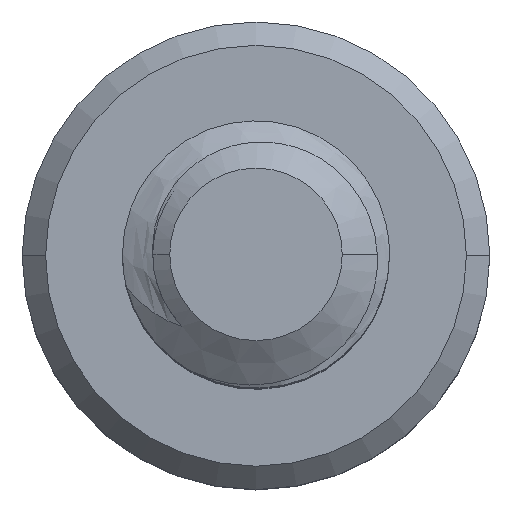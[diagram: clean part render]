
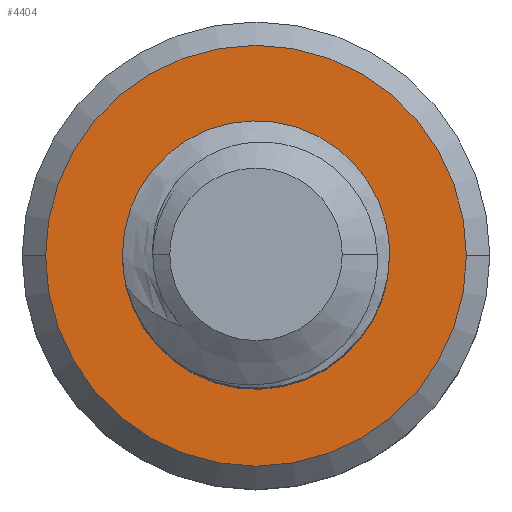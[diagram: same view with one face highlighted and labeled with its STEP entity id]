
A CAD part, top view. The second image highlights one B-rep face of the part: STEP entity #4404.
In plain terms, the highlighted planar face has unit normal (0, 0, 1).
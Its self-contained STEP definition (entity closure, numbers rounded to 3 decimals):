
#40 = ORIENTED_EDGE ( 'NONE', *, *, #389, .T. ) ;
#94 = AXIS2_PLACEMENT_3D ( 'NONE', #633, #2118, #2166 ) ;
#264 = CARTESIAN_POINT ( 'NONE',  ( 0., 0., -12. ) ) ;
#348 = AXIS2_PLACEMENT_3D ( 'NONE', #2375, #4680, #4248 ) ;
#389 = EDGE_CURVE ( 'NONE', #4035, #4832, #2387, .T. ) ;
#512 = EDGE_LOOP ( 'NONE', ( #1727, #1228 ) ) ;
#513 = CARTESIAN_POINT ( 'NONE',  ( 0.239, 1.986, -12. ) ) ;
#581 = CARTESIAN_POINT ( 'NONE',  ( -0.185, -1.534, -12. ) ) ;
#626 = FACE_BOUND ( 'NONE', #1894, .T. ) ;
#633 = CARTESIAN_POINT ( 'NONE',  ( 0., 0., -12. ) ) ;
#640 = CARTESIAN_POINT ( 'NONE',  ( -0.011, -1.577, -12. ) ) ;
#646 = CARTESIAN_POINT ( 'NONE',  ( 1.553, 1.261, -12. ) ) ;
#767 = DIRECTION ( 'NONE',  ( 0., 0., -1. ) ) ;
#773 = CIRCLE ( 'NONE', #94, 2. ) ;
#796 = CARTESIAN_POINT ( 'NONE',  ( 1.867, -0.084, -12. ) ) ;
#803 = CARTESIAN_POINT ( 'NONE',  ( -0.456, 1.888, -12. ) ) ;
#1051 = VERTEX_POINT ( 'NONE', #2329 ) ;
#1147 = CARTESIAN_POINT ( 'NONE',  ( 1.58, -0.818, -12. ) ) ;
#1207 = B_SPLINE_CURVE_WITH_KNOTS ( 'NONE', 3,
 ( #646, #1344, #4502, #4603, #1587, #2262, #796, #4149, #2599, #1147, #4496, #2965, #1462, #4827, #3320, #1791, #3188, #3947, #640, #581 ),
 .UNSPECIFIED., .F., .F.,
 ( 4, 2, 2, 2, 2, 2, 2, 2, 2, 4 ),
 ( 0., 0.001, 0.001, 0.002, 0.002, 0.002, 0.003, 0.003, 0.004, 0.004 ),
 .UNSPECIFIED. ) ;
#1228 = ORIENTED_EDGE ( 'NONE', *, *, #4362, .T. ) ;
#1344 = CARTESIAN_POINT ( 'NONE',  ( 1.651, 1.113, -12. ) ) ;
#1428 = DIRECTION ( 'NONE',  ( 0., 0., -1. ) ) ;
#1441 = CIRCLE ( 'NONE', #3030, 3.15 ) ;
#1462 = CARTESIAN_POINT ( 'NONE',  ( 1.359, -1.093, -12. ) ) ;
#1587 = CARTESIAN_POINT ( 'NONE',  ( 1.873, 0.445, -12. ) ) ;
#1727 = ORIENTED_EDGE ( 'NONE', *, *, #4762, .T. ) ;
#1791 = CARTESIAN_POINT ( 'NONE',  ( 0.689, -1.509, -12. ) ) ;
#1862 = CARTESIAN_POINT ( 'NONE',  ( -1.331, 1.293, -12. ) ) ;
#1894 = EDGE_LOOP ( 'NONE', ( #4493, #3379, #40, #4024 ) ) ;
#1990 = EDGE_CURVE ( 'NONE', #3045, #1051, #773, .T. ) ;
#2118 = DIRECTION ( 'NONE',  ( 0., 0., 1. ) ) ;
#2133 = PLANE ( 'NONE',  #3282 ) ;
#2166 = DIRECTION ( 'NONE',  ( 1., 0., 0. ) ) ;
#2171 = CARTESIAN_POINT ( 'NONE',  ( -0.185, -1.534, -12. ) ) ;
#2262 = CARTESIAN_POINT ( 'NONE',  ( 1.886, 0.095, -12. ) ) ;
#2329 = CARTESIAN_POINT ( 'NONE',  ( 0.239, 1.986, -12. ) ) ;
#2375 = CARTESIAN_POINT ( 'NONE',  ( 0., 0., -12. ) ) ;
#2387 = CIRCLE ( 'NONE', #3380, 1.545 ) ;
#2540 = EDGE_CURVE ( 'NONE', #3045, #4035, #1207, .T. ) ;
#2599 = CARTESIAN_POINT ( 'NONE',  ( 1.714, -0.591, -12. ) ) ;
#2600 = DIRECTION ( 'NONE',  ( 1., 0., 0. ) ) ;
#2663 = CARTESIAN_POINT ( 'NONE',  ( 3.15, 0., -12. ) ) ;
#2715 = VERTEX_POINT ( 'NONE', #2663 ) ;
#2772 = CARTESIAN_POINT ( 'NONE',  ( 0., 0., -12. ) ) ;
#2965 = CARTESIAN_POINT ( 'NONE',  ( 1.42, -1.027, -12. ) ) ;
#3030 = AXIS2_PLACEMENT_3D ( 'NONE', #264, #4129, #4030 ) ;
#3045 = VERTEX_POINT ( 'NONE', #3356 ) ;
#3173 = CARTESIAN_POINT ( 'NONE',  ( 0., 0., -12. ) ) ;
#3188 = CARTESIAN_POINT ( 'NONE',  ( 0.518, -1.553, -12. ) ) ;
#3201 = B_SPLINE_CURVE_WITH_KNOTS ( 'NONE', 3,
 ( #3477, #3399, #4384, #4813, #3507, #4401, #4018, #3493, #4184, #1862, #3780, #4174, #803, #3791, #4189, #513 ),
 .UNSPECIFIED., .F., .F.,
 ( 4, 2, 2, 2, 2, 2, 2, 4 ),
 ( 0., 0.001, 0.001, 0.002, 0.002, 0.003, 0.004, 0.004 ),
 .UNSPECIFIED. ) ;
#3282 = AXIS2_PLACEMENT_3D ( 'NONE', #3173, #1428, #3958 ) ;
#3320 = CARTESIAN_POINT ( 'NONE',  ( 1.014, -1.366, -12. ) ) ;
#3356 = CARTESIAN_POINT ( 'NONE',  ( 1.553, 1.261, -12. ) ) ;
#3379 = ORIENTED_EDGE ( 'NONE', *, *, #2540, .T. ) ;
#3380 = AXIS2_PLACEMENT_3D ( 'NONE', #2772, #767, #2600 ) ;
#3399 = CARTESIAN_POINT ( 'NONE',  ( -1.328, -0.85, -12. ) ) ;
#3467 = EDGE_CURVE ( 'NONE', #4832, #1051, #3201, .T. ) ;
#3477 = CARTESIAN_POINT ( 'NONE',  ( -1.2, -0.974, -12. ) ) ;
#3493 = CARTESIAN_POINT ( 'NONE',  ( -1.633, 0.656, -12. ) ) ;
#3507 = CARTESIAN_POINT ( 'NONE',  ( -1.643, -0.221, -12. ) ) ;
#3735 = VERTEX_POINT ( 'NONE', #4700 ) ;
#3780 = CARTESIAN_POINT ( 'NONE',  ( -1.078, 1.557, -12. ) ) ;
#3791 = CARTESIAN_POINT ( 'NONE',  ( -0.116, 1.973, -12. ) ) ;
#3947 = CARTESIAN_POINT ( 'NONE',  ( 0.164, -1.587, -12. ) ) ;
#3958 = DIRECTION ( 'NONE',  ( -1., 0., 0. ) ) ;
#4018 = CARTESIAN_POINT ( 'NONE',  ( -1.693, 0.305, -12. ) ) ;
#4024 = ORIENTED_EDGE ( 'NONE', *, *, #3467, .T. ) ;
#4030 = DIRECTION ( 'NONE',  ( -1., 0., 0. ) ) ;
#4035 = VERTEX_POINT ( 'NONE', #2171 ) ;
#4090 = FACE_OUTER_BOUND ( 'NONE', #512, .T. ) ;
#4129 = DIRECTION ( 'NONE',  ( 0., 0., 1. ) ) ;
#4149 = CARTESIAN_POINT ( 'NONE',  ( 1.782, -0.424, -12. ) ) ;
#4174 = CARTESIAN_POINT ( 'NONE',  ( -0.623, 1.821, -12. ) ) ;
#4184 = CARTESIAN_POINT ( 'NONE',  ( -1.576, 0.822, -12. ) ) ;
#4189 = CARTESIAN_POINT ( 'NONE',  ( 0.062, 1.99, -12. ) ) ;
#4248 = DIRECTION ( 'NONE',  ( -1., 0., 0. ) ) ;
#4362 = EDGE_CURVE ( 'NONE', #2715, #3735, #4691, .T. ) ;
#4384 = CARTESIAN_POINT ( 'NONE',  ( -1.43, -0.707, -12. ) ) ;
#4401 = CARTESIAN_POINT ( 'NONE',  ( -1.695, 0.13, -12. ) ) ;
#4404 = ADVANCED_FACE ( 'NONE', ( #4090, #626 ), #2133, .F. ) ;
#4422 = CARTESIAN_POINT ( 'NONE',  ( -1.2, -0.974, -12. ) ) ;
#4493 = ORIENTED_EDGE ( 'NONE', *, *, #1990, .F. ) ;
#4496 = CARTESIAN_POINT ( 'NONE',  ( 1.531, -0.89, -12. ) ) ;
#4502 = CARTESIAN_POINT ( 'NONE',  ( 1.73, 0.956, -12. ) ) ;
#4603 = CARTESIAN_POINT ( 'NONE',  ( 1.842, 0.62, -12. ) ) ;
#4680 = DIRECTION ( 'NONE',  ( 0., 0., 1. ) ) ;
#4691 = CIRCLE ( 'NONE', #348, 3.15 ) ;
#4700 = CARTESIAN_POINT ( 'NONE',  ( -3.15, 0., -12. ) ) ;
#4762 = EDGE_CURVE ( 'NONE', #3735, #2715, #1441, .T. ) ;
#4813 = CARTESIAN_POINT ( 'NONE',  ( -1.59, -0.389, -12. ) ) ;
#4827 = CARTESIAN_POINT ( 'NONE',  ( 1.162, -1.269, -12. ) ) ;
#4832 = VERTEX_POINT ( 'NONE', #4422 ) ;
